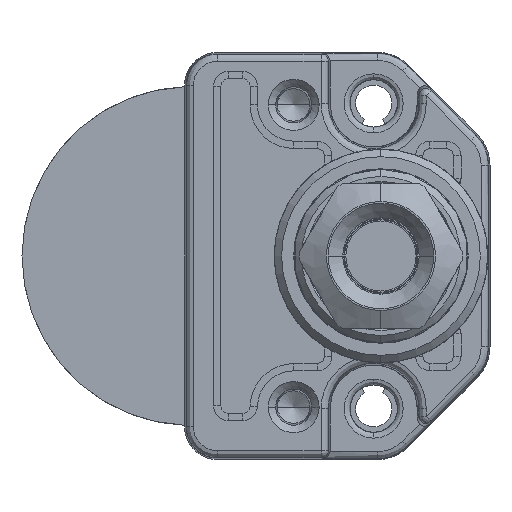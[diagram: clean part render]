
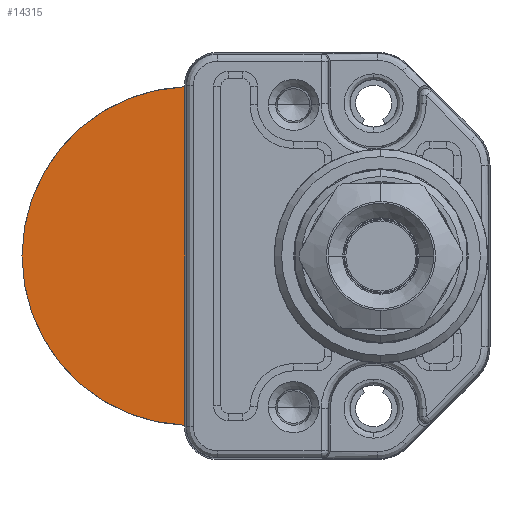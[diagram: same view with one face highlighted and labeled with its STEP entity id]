
A CAD part, left-side view. The second image highlights one B-rep face of the part: STEP entity #14315.
In plain terms, the highlighted planar face has unit normal (-1, 0, 0).
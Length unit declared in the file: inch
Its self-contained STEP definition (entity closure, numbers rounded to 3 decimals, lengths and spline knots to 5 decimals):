
#1749=DIRECTION('',(0.,0.,1.));
#1750=VECTOR('',#1749,0.91659);
#1751=CARTESIAN_POINT('',(0.,0.82677,-0.4583));
#1752=LINE('',#1751,#1750);
#1753=CARTESIAN_POINT('',(0.,0.80846,0.));
#1754=DIRECTION('',(-1.,0.,0.));
#1755=DIRECTION('',(0.,0.04,0.999));
#1756=AXIS2_PLACEMENT_3D('',#1753,#1754,#1755);
#11472=CARTESIAN_POINT('',(0.,0.82677,-0.4583));
#11473=CARTESIAN_POINT('',(0.,0.82677,0.4583));
#11474=VERTEX_POINT('',#11472);
#11475=VERTEX_POINT('',#11473);
#14305=CARTESIAN_POINT('',(0.,0.74941,0.));
#14306=DIRECTION('',(-1.,0.,0.));
#14307=DIRECTION('',(0.,0.,1.));
#14308=AXIS2_PLACEMENT_3D('',#14305,#14306,#14307);
#14309=PLANE('',#14308);
#14311=ORIENTED_EDGE('',*,*,#14310,.F.);
#14312=ORIENTED_EDGE('',*,*,#14294,.F.);
#14313=EDGE_LOOP('',(#14311,#14312));
#14314=FACE_OUTER_BOUND('',#14313,.F.);
#14315=ADVANCED_FACE('',(#14314),#14309,.T.);
#1757=CIRCLE('',#1756,0.45866);
#14294=EDGE_CURVE('',#11475,#11474,#1757,.T.);
#14310=EDGE_CURVE('',#11474,#11475,#1752,.T.);
